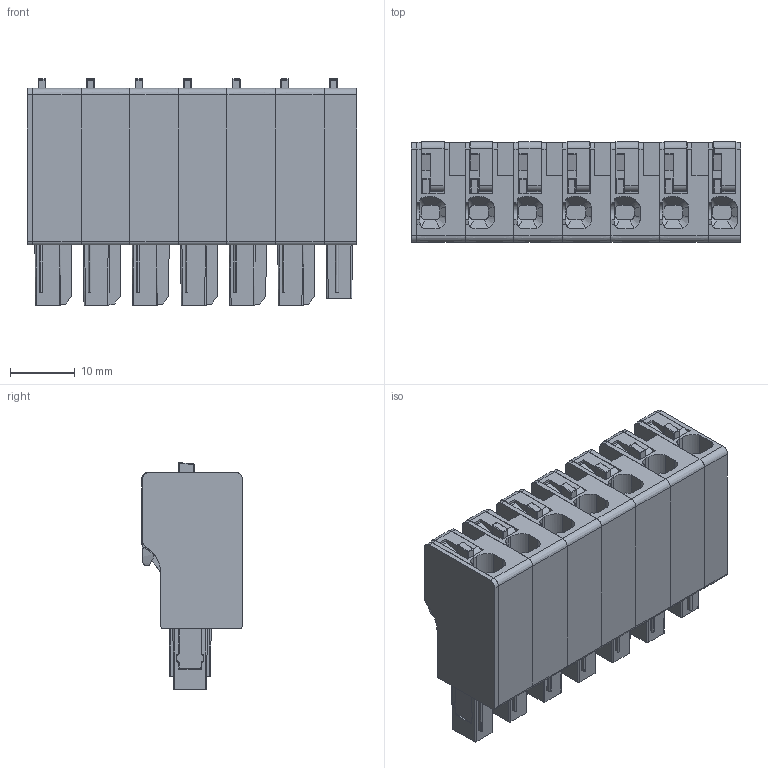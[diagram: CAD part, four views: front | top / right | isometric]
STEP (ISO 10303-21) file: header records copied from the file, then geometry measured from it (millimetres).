
FILE_DESCRIPTION(('CATIA V5 STEP Exchange','CAx-IF Rec.Pracs.--- Model Styling and Organization---1.4--- 2014-01-23'),'2;1');
FILE_NAME ('1361653-2_0_8000078333_8000078333.stp','2021-10-26T10:09:31+00:00',('none'),('Weidmueller'),'CATIA Version 5-6 Release 2016 SP3 HF44','CATIA V5 STEP AP214','none');
FILE_SCHEMA(('AUTOMOTIVE_DESIGN { 1 0 10303 214 1 1 1 1 }'));
Products named in the file (1): 8000078333
Bounding box: 50.8 x 15.5 x 35 mm (x, y, z)
Volume: 16979.8 mm3; surface area: 15549.4 mm2
Topology: 22 solids, 22 shells, 1916 faces, 5319 edges, 3480 vertices
Faces by surface type: plane 1110, cylinder 602, cone 68, sphere 56, bspline 38, torus 24, extrusion 18
Entity records: 68091 total; most frequent: CARTESIAN_POINT 19248, ORIENTED_EDGE 10528, DIRECTION 8106, EDGE_CURVE 5264, VERTEX_POINT 3480, VECTOR 3440, LINE 3422, AXIS2_PLACEMENT_3D 2807
